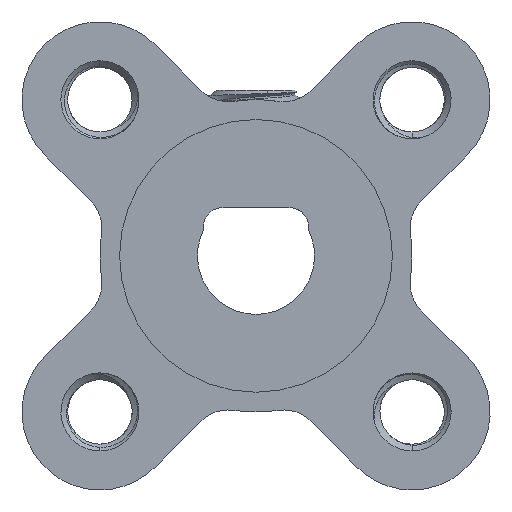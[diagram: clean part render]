
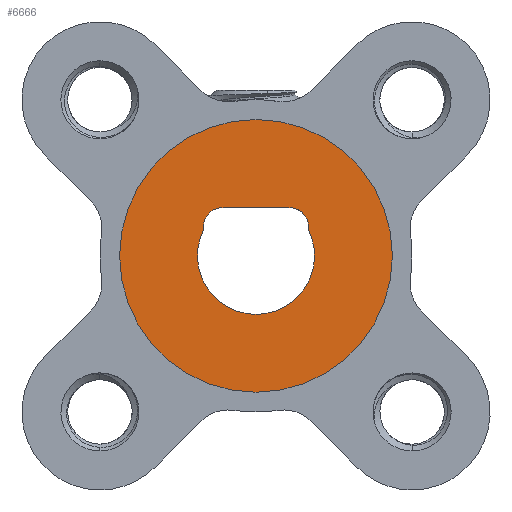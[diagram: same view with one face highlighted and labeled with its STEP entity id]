
A CAD part, front view. The second image highlights one B-rep face of the part: STEP entity #6666.
In plain terms, the highlighted planar face has unit normal (0, -1, 0).
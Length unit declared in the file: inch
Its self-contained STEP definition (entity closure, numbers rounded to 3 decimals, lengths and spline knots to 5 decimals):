
#26 = FACE_BOUND ( 'NONE', #5895, .T. ) ;
#89 = CIRCLE ( 'NONE', #14640, 0.03937 ) ;
#184 = DIRECTION ( 'NONE',  ( 0., 1., 0. ) ) ;
#416 = ORIENTED_EDGE ( 'NONE', *, *, #597, .F. ) ;
#422 = AXIS2_PLACEMENT_3D ( 'NONE', #24031, #5715, #17932 ) ;
#573 = EDGE_CURVE ( 'NONE', #15422, #22202, #7206, .T. ) ;
#597 = EDGE_CURVE ( 'NONE', #23178, #5352, #10057, .T. ) ;
#2269 = CARTESIAN_POINT ( 'NONE',  ( 0., 0., 0. ) ) ;
#2891 = DIRECTION ( 'NONE',  ( 0., 1., 0. ) ) ;
#2912 = VERTEX_POINT ( 'NONE', #13034 ) ;
#3242 = DIRECTION ( 'NONE',  ( 0., 1., 0. ) ) ;
#3286 = EDGE_CURVE ( 'NONE', #5362, #2912, #11921, .T. ) ;
#4906 = ORIENTED_EDGE ( 'NONE', *, *, #573, .F. ) ;
#4944 = AXIS2_PLACEMENT_3D ( 'NONE', #2269, #14725, #16525 ) ;
#4945 = CARTESIAN_POINT ( 'NONE',  ( 0., 0., 0. ) ) ;
#5070 = ORIENTED_EDGE ( 'NONE', *, *, #9627, .F. ) ;
#5352 = VERTEX_POINT ( 'NONE', #13543 ) ;
#5362 = VERTEX_POINT ( 'NONE', #17752 ) ;
#5687 = CARTESIAN_POINT ( 'NONE',  ( 0.06646, 0., 0.05827 ) ) ;
#5715 = DIRECTION ( 'NONE',  ( 0., 1., 0. ) ) ;
#5785 = DIRECTION ( 'NONE',  ( 0., -1., 0. ) ) ;
#5895 = EDGE_LOOP ( 'NONE', ( #21826, #11043, #4906, #5070, #14166 ) ) ;
#6034 = DIRECTION ( 'NONE',  ( 0., 0., -1. ) ) ;
#6053 = DIRECTION ( 'NONE',  ( 0., 0., 1. ) ) ;
#6365 = AXIS2_PLACEMENT_3D ( 'NONE', #25995, #5785, #13737 ) ;
#6666 = ADVANCED_FACE ( 'NONE', ( #15970, #26 ), #26436, .F. ) ;
#7093 = CIRCLE ( 'NONE', #21010, 0.2752 ) ;
#7206 = CIRCLE ( 'NONE', #6365, 0.11811 ) ;
#8131 = CARTESIAN_POINT ( 'NONE',  ( 0., 0., 0. ) ) ;
#8772 = CARTESIAN_POINT ( 'NONE',  ( 0.10549, 0., 0.05312 ) ) ;
#8800 = CARTESIAN_POINT ( 'NONE',  ( -0.10549, 0., 0.05312 ) ) ;
#8884 = CARTESIAN_POINT ( 'NONE',  ( 0., 0., -0.2752 ) ) ;
#9627 = EDGE_CURVE ( 'NONE', #23169, #15422, #14412, .T. ) ;
#10057 = CIRCLE ( 'NONE', #422, 0.2752 ) ;
#11043 = ORIENTED_EDGE ( 'NONE', *, *, #16457, .F. ) ;
#11331 = CARTESIAN_POINT ( 'NONE',  ( 0., 0., -0.11811 ) ) ;
#11828 = DIRECTION ( 'NONE',  ( 1., 0., 0. ) ) ;
#11921 = LINE ( 'NONE', #17733, #18948 ) ;
#13034 = CARTESIAN_POINT ( 'NONE',  ( 0.06646, 0., 0.09764 ) ) ;
#13543 = CARTESIAN_POINT ( 'NONE',  ( 0., 0., 0.2752 ) ) ;
#13737 = DIRECTION ( 'NONE',  ( 0., 0., -1. ) ) ;
#14166 = ORIENTED_EDGE ( 'NONE', *, *, #21290, .T. ) ;
#14412 = CIRCLE ( 'NONE', #4944, 0.11811 ) ;
#14640 = AXIS2_PLACEMENT_3D ( 'NONE', #15535, #3242, #23681 ) ;
#14725 = DIRECTION ( 'NONE',  ( 0., -1., 0. ) ) ;
#15422 = VERTEX_POINT ( 'NONE', #11331 ) ;
#15535 = CARTESIAN_POINT ( 'NONE',  ( -0.06646, 0., 0.05827 ) ) ;
#15970 = FACE_OUTER_BOUND ( 'NONE', #24302, .T. ) ;
#16351 = AXIS2_PLACEMENT_3D ( 'NONE', #5687, #18255, #6034 ) ;
#16457 = EDGE_CURVE ( 'NONE', #22202, #2912, #17873, .T. ) ;
#16525 = DIRECTION ( 'NONE',  ( 0., 0., -1. ) ) ;
#17733 = CARTESIAN_POINT ( 'NONE',  ( 0., 0., 0.09764 ) ) ;
#17752 = CARTESIAN_POINT ( 'NONE',  ( -0.06646, 0., 0.09764 ) ) ;
#17873 = CIRCLE ( 'NONE', #16351, 0.03937 ) ;
#17932 = DIRECTION ( 'NONE',  ( 0., 0., 1. ) ) ;
#18255 = DIRECTION ( 'NONE',  ( 0., -1., 0. ) ) ;
#18948 = VECTOR ( 'NONE', #11828, 39.37008 ) ;
#20390 = ORIENTED_EDGE ( 'NONE', *, *, #22274, .F. ) ;
#21010 = AXIS2_PLACEMENT_3D ( 'NONE', #4945, #2891, #21572 ) ;
#21290 = EDGE_CURVE ( 'NONE', #23169, #5362, #89, .T. ) ;
#21572 = DIRECTION ( 'NONE',  ( 0., 0., 1. ) ) ;
#21826 = ORIENTED_EDGE ( 'NONE', *, *, #3286, .T. ) ;
#22202 = VERTEX_POINT ( 'NONE', #8772 ) ;
#22274 = EDGE_CURVE ( 'NONE', #5352, #23178, #7093, .T. ) ;
#23169 = VERTEX_POINT ( 'NONE', #8800 ) ;
#23178 = VERTEX_POINT ( 'NONE', #8884 ) ;
#23382 = AXIS2_PLACEMENT_3D ( 'NONE', #8131, #184, #6053 ) ;
#23681 = DIRECTION ( 'NONE',  ( 0., 0., -1. ) ) ;
#24031 = CARTESIAN_POINT ( 'NONE',  ( 0., 0., 0. ) ) ;
#24302 = EDGE_LOOP ( 'NONE', ( #416, #20390 ) ) ;
#25995 = CARTESIAN_POINT ( 'NONE',  ( 0., 0., 0. ) ) ;
#26436 = PLANE ( 'NONE',  #23382 ) ;
